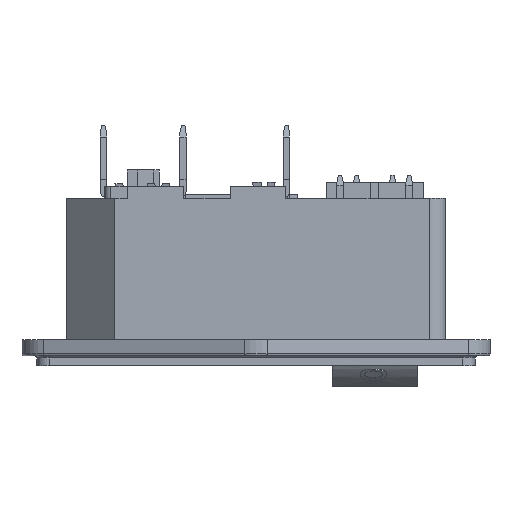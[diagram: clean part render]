
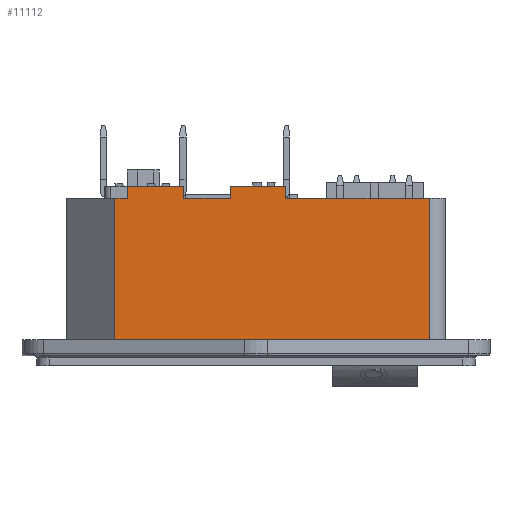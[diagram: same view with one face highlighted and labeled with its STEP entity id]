
A CAD part, left-side view. The second image highlights one B-rep face of the part: STEP entity #11112.
In plain terms, the highlighted planar face has unit normal (-1, 0, 0).
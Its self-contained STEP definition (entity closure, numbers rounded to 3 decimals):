
#9 = LINE ( 'NONE', #11457, #18525 ) ;
#105 = CARTESIAN_POINT ( 'NONE',  ( -13.5, 17.45, 17.5 ) ) ;
#164 = CARTESIAN_POINT ( 'NONE',  ( -13.5, -3.65, 19. ) ) ;
#271 = VECTOR ( 'NONE', #2594, 1000. ) ;
#350 = DIRECTION ( 'NONE',  ( 1., 0., 0. ) ) ;
#501 = EDGE_CURVE ( 'NONE', #20810, #668, #2560, .T. ) ;
#578 = CARTESIAN_POINT ( 'NONE',  ( -13.5, 17.45, 0. ) ) ;
#668 = VERTEX_POINT ( 'NONE', #15417 ) ;
#854 = VERTEX_POINT ( 'NONE', #578 ) ;
#1087 = CARTESIAN_POINT ( 'NONE',  ( -13.5, 0., 19. ) ) ;
#2138 = ORIENTED_EDGE ( 'NONE', *, *, #29295, .F. ) ;
#2271 = ORIENTED_EDGE ( 'NONE', *, *, #23066, .T. ) ;
#2560 = LINE ( 'NONE', #1087, #8971 ) ;
#2589 = VERTEX_POINT ( 'NONE', #27200 ) ;
#2594 = DIRECTION ( 'NONE',  ( 0., 0., -1. ) ) ;
#3080 = VECTOR ( 'NONE', #8840, 1000. ) ;
#3128 = VERTEX_POINT ( 'NONE', #13217 ) ;
#3781 = CARTESIAN_POINT ( 'NONE',  ( -13.5, 3.162, 17.5 ) ) ;
#3784 = VECTOR ( 'NONE', #8708, 1000. ) ;
#3874 = VECTOR ( 'NONE', #10058, 1000. ) ;
#3943 = VECTOR ( 'NONE', #9407, 1000. ) ;
#4488 = LINE ( 'NONE', #29190, #7916 ) ;
#4693 = LINE ( 'NONE', #23934, #3943 ) ;
#5193 = CARTESIAN_POINT ( 'NONE',  ( -13.5, 15.95, 19. ) ) ;
#5588 = CARTESIAN_POINT ( 'NONE',  ( -13.5, 8.95, 19. ) ) ;
#6126 = DIRECTION ( 'NONE',  ( 0., 0., -1. ) ) ;
#6292 = CARTESIAN_POINT ( 'NONE',  ( -13.5, 17.45, 17.5 ) ) ;
#6422 = CARTESIAN_POINT ( 'NONE',  ( -13.5, 17.45, 17.5 ) ) ;
#7054 = ORIENTED_EDGE ( 'NONE', *, *, #20740, .T. ) ;
#7570 = ORIENTED_EDGE ( 'NONE', *, *, #22320, .T. ) ;
#7737 = ORIENTED_EDGE ( 'NONE', *, *, #25976, .F. ) ;
#7846 = LINE ( 'NONE', #5588, #13481 ) ;
#7916 = VECTOR ( 'NONE', #17151, 1000. ) ;
#8679 = EDGE_LOOP ( 'NONE', ( #7570, #21078, #9176, #21990, #18727, #7054, #16855, #28944, #2138, #17374, #7737, #2271 ) ) ;
#8708 = DIRECTION ( 'NONE',  ( 0., -1., 0. ) ) ;
#8840 = DIRECTION ( 'NONE',  ( 0., 0., -1. ) ) ;
#8971 = VECTOR ( 'NONE', #15723, 1000. ) ;
#9176 = ORIENTED_EDGE ( 'NONE', *, *, #16724, .F. ) ;
#9263 = EDGE_CURVE ( 'NONE', #27504, #2589, #11939, .T. ) ;
#9382 = CARTESIAN_POINT ( 'NONE',  ( -13.5, 8.95, 17.5 ) ) ;
#9407 = DIRECTION ( 'NONE',  ( 0., 0., -1. ) ) ;
#9475 = VERTEX_POINT ( 'NONE', #9382 ) ;
#9925 = CARTESIAN_POINT ( 'NONE',  ( -13.5, 17.45, 17.5 ) ) ;
#10058 = DIRECTION ( 'NONE',  ( 0., -1., 0. ) ) ;
#10067 = DIRECTION ( 'NONE',  ( 0., 0., -1. ) ) ;
#10980 = CARTESIAN_POINT ( 'NONE',  ( -13.5, -21.45, 17.5 ) ) ;
#11112 = ADVANCED_FACE ( 'NONE', ( #22037 ), #12239, .F. ) ;
#11457 = CARTESIAN_POINT ( 'NONE',  ( -13.5, 0., 19. ) ) ;
#11568 = LINE ( 'NONE', #5193, #30866 ) ;
#11939 = LINE ( 'NONE', #10980, #25549 ) ;
#12008 = VERTEX_POINT ( 'NONE', #22944 ) ;
#12203 = DIRECTION ( 'NONE',  ( 0., -1., 0. ) ) ;
#12239 = PLANE ( 'NONE',  #26225 ) ;
#12379 = EDGE_CURVE ( 'NONE', #9475, #25715, #4488, .T. ) ;
#13217 = CARTESIAN_POINT ( 'NONE',  ( -13.5, 8.95, 19. ) ) ;
#13481 = VECTOR ( 'NONE', #24958, 1000. ) ;
#15417 = CARTESIAN_POINT ( 'NONE',  ( -13.5, -3.65, 19. ) ) ;
#15723 = DIRECTION ( 'NONE',  ( 0., -1., 0. ) ) ;
#15954 = VECTOR ( 'NONE', #12203, 1000. ) ;
#16724 = EDGE_CURVE ( 'NONE', #18782, #27504, #23138, .T. ) ;
#16855 = ORIENTED_EDGE ( 'NONE', *, *, #12379, .F. ) ;
#17151 = DIRECTION ( 'NONE',  ( 0., -1., 0. ) ) ;
#17239 = DIRECTION ( 'NONE',  ( 0., 1., 0. ) ) ;
#17374 = ORIENTED_EDGE ( 'NONE', *, *, #20333, .T. ) ;
#18525 = VECTOR ( 'NONE', #23564, 1000. ) ;
#18597 = CARTESIAN_POINT ( 'NONE',  ( -13.5, 15.95, 17.5 ) ) ;
#18727 = ORIENTED_EDGE ( 'NONE', *, *, #501, .F. ) ;
#18782 = VERTEX_POINT ( 'NONE', #27274 ) ;
#20226 = EDGE_CURVE ( 'NONE', #668, #18782, #20330, .T. ) ;
#20330 = LINE ( 'NONE', #164, #271 ) ;
#20333 = EDGE_CURVE ( 'NONE', #29932, #21299, #11568, .T. ) ;
#20740 = EDGE_CURVE ( 'NONE', #20810, #25715, #4693, .T. ) ;
#20810 = VERTEX_POINT ( 'NONE', #29068 ) ;
#21078 = ORIENTED_EDGE ( 'NONE', *, *, #9263, .F. ) ;
#21299 = VERTEX_POINT ( 'NONE', #18597 ) ;
#21378 = CARTESIAN_POINT ( 'NONE',  ( -13.5, -21.45, 17.5 ) ) ;
#21725 = CARTESIAN_POINT ( 'NONE',  ( -13.5, 15.95, 19. ) ) ;
#21990 = ORIENTED_EDGE ( 'NONE', *, *, #20226, .F. ) ;
#22037 = FACE_OUTER_BOUND ( 'NONE', #8679, .T. ) ;
#22320 = EDGE_CURVE ( 'NONE', #854, #2589, #22469, .T. ) ;
#22442 = LINE ( 'NONE', #105, #15954 ) ;
#22469 = LINE ( 'NONE', #24552, #3874 ) ;
#22944 = CARTESIAN_POINT ( 'NONE',  ( -13.5, 17.45, 17.5 ) ) ;
#23066 = EDGE_CURVE ( 'NONE', #12008, #854, #23523, .T. ) ;
#23138 = LINE ( 'NONE', #6292, #3784 ) ;
#23523 = LINE ( 'NONE', #6422, #3080 ) ;
#23564 = DIRECTION ( 'NONE',  ( 0., -1., 0. ) ) ;
#23934 = CARTESIAN_POINT ( 'NONE',  ( -13.5, 3.162, 19. ) ) ;
#24552 = CARTESIAN_POINT ( 'NONE',  ( -13.5, 17.45, 0. ) ) ;
#24958 = DIRECTION ( 'NONE',  ( 0., 0., -1. ) ) ;
#25549 = VECTOR ( 'NONE', #6126, 1000. ) ;
#25715 = VERTEX_POINT ( 'NONE', #3781 ) ;
#25976 = EDGE_CURVE ( 'NONE', #12008, #21299, #22442, .T. ) ;
#26225 = AXIS2_PLACEMENT_3D ( 'NONE', #9925, #350, #17239 ) ;
#27200 = CARTESIAN_POINT ( 'NONE',  ( -13.5, -21.45, 0. ) ) ;
#27274 = CARTESIAN_POINT ( 'NONE',  ( -13.5, -3.65, 17.5 ) ) ;
#27504 = VERTEX_POINT ( 'NONE', #21378 ) ;
#28944 = ORIENTED_EDGE ( 'NONE', *, *, #30140, .F. ) ;
#29068 = CARTESIAN_POINT ( 'NONE',  ( -13.5, 3.162, 19. ) ) ;
#29190 = CARTESIAN_POINT ( 'NONE',  ( -13.5, 17.45, 17.5 ) ) ;
#29295 = EDGE_CURVE ( 'NONE', #29932, #3128, #9, .T. ) ;
#29932 = VERTEX_POINT ( 'NONE', #21725 ) ;
#30140 = EDGE_CURVE ( 'NONE', #3128, #9475, #7846, .T. ) ;
#30866 = VECTOR ( 'NONE', #10067, 1000. ) ;
